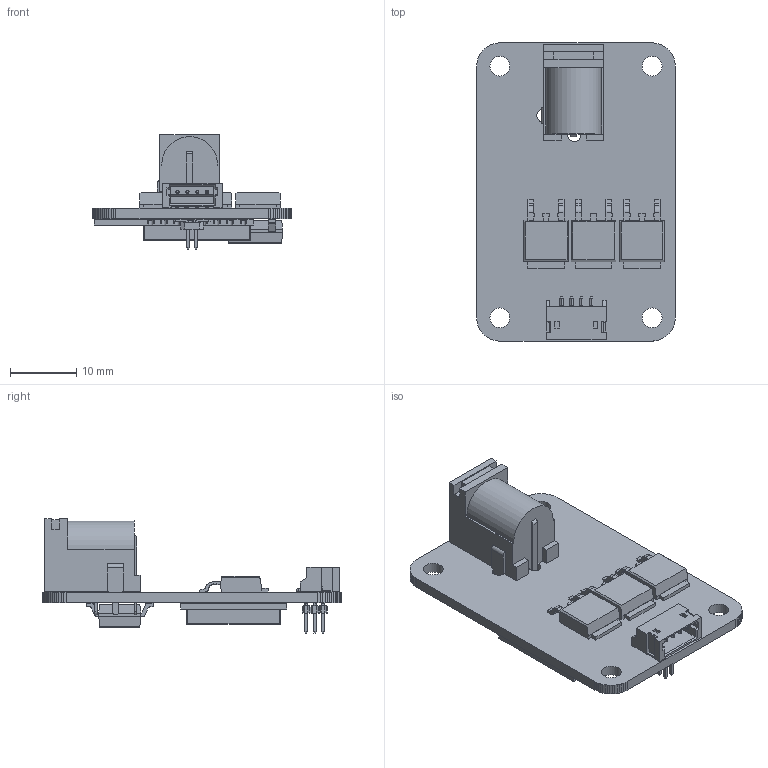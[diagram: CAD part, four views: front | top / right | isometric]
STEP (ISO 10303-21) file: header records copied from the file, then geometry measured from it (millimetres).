
FILE_DESCRIPTION(('KiCad electronic assembly'),'2;1');
FILE_NAME('DriverRGB_v2.step','2024-03-20T19:15:00',('Pcbnew'),('Kicad') ,'Open CASCADE STEP processor 7.7','KiCad to STEP converter','Unknown' );
FILE_SCHEMA(('AUTOMOTIVE_DESIGN { 1 0 10303 214 1 1 1 1 }'));
Length unit declared in the file: millimetre
Products named in the file (14): DriverRGB_v2 1; FDD8880; COMPOUND; S4B-ZR-SM4A-TF-LF; PJ-102A; 20021121-00006C1LF; DF04S-E3_77; ESP-12S; DriverRGB_v2 PCB
Assembly tree (15 placements, depth 3):
  DriverRGB_v2 1
    FDD8880  x3
      COMPOUND
    S4B-ZR-SM4A-TF-LF
      COMPOUND
    PJ-102A
      COMPOUND
    20021121-00006C1LF
      COMPOUND
    DF04S-E3_77
      COMPOUND
    ESP-12S
      COMPOUND
    DriverRGB_v2 PCB
Bounding box: 29.97 x 45 x 17.29 mm (x, y, z)
Volume: 4003 mm3; surface area: 7134.9 mm2
Topology: 64 solids, 64 shells, 1262 faces, 3258 edges, 2124 vertices
Faces by surface type: plane 963, cylinder 249, cone 18, torus 16, bspline 16
Full cylindrical faces by diameter (mm): 0.794 x1, 1.9 x3, 3 x4
Entity records: 72439 total; most frequent: CARTESIAN_POINT 14512, DIRECTION 10602, LINE 7414, VECTOR 7414, ORIENTED_EDGE 5592, PCURVE 5592, DEFINITIONAL_REPRESENTATION 5592, EDGE_CURVE 2796
